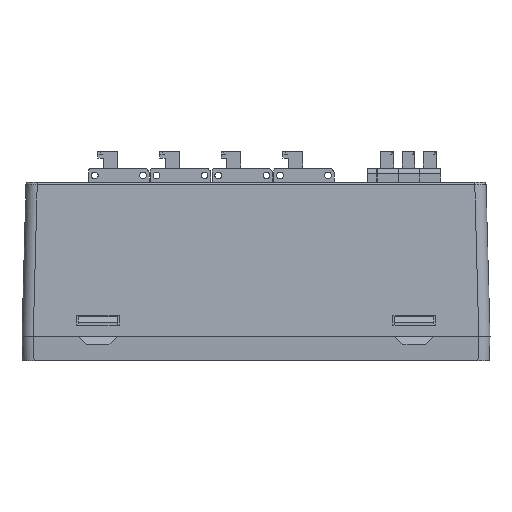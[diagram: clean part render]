
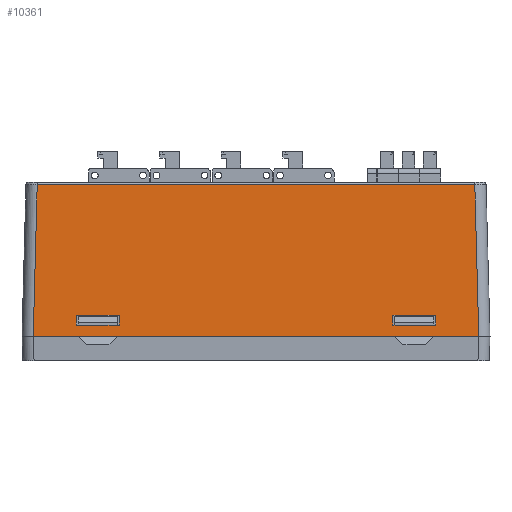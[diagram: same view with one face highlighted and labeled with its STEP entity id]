
A CAD part, front view. The second image highlights one B-rep face of the part: STEP entity #10361.
In plain terms, the highlighted planar face has unit normal (0, -1, 0.026).
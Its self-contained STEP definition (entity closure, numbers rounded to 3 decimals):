
#3029=LINE('',#47593,#6632);
#3033=LINE('',#47604,#6636);
#3059=LINE('',#47671,#6662);
#3063=LINE('',#47680,#6666);
#3416=LINE('',#48546,#7019);
#3418=LINE('',#48549,#7021);
#3421=LINE('',#48555,#7024);
#3428=LINE('',#48569,#7031);
#3430=LINE('',#48572,#7033);
#3439=LINE('',#48592,#7042);
#3440=LINE('',#48609,#7043);
#3441=LINE('',#48611,#7044);
#6632=VECTOR('',#38537,1.);
#6636=VECTOR('',#38545,1.);
#6662=VECTOR('',#38587,1.);
#6666=VECTOR('',#38593,1.);
#7019=VECTOR('',#39048,1.);
#7021=VECTOR('',#39052,1.);
#7024=VECTOR('',#39057,1.);
#7031=VECTOR('',#39066,1.);
#7033=VECTOR('',#39070,1.);
#7042=VECTOR('',#39099,1.);
#7043=VECTOR('',#39106,1.);
#7044=VECTOR('',#39109,1.);
#10361=ADVANCED_FACE('',(#13668,#13669,#13670),#12261,.T.);
#12261=PLANE('',#35925);
#13668=FACE_BOUND('',#14772,.T.);
#13669=FACE_BOUND('',#14773,.T.);
#13670=FACE_BOUND('',#14774,.T.);
#14772=EDGE_LOOP('',(#17803,#17804,#17805,#17806));
#14773=EDGE_LOOP('',(#17807,#17808,#17809,#17810));
#14774=EDGE_LOOP('',(#17811,#17812,#17813,#17814));
#17803=ORIENTED_EDGE('',*,*,#30642,.T.);
#17804=ORIENTED_EDGE('',*,*,#30247,.T.);
#17805=ORIENTED_EDGE('',*,*,#30644,.T.);
#17806=ORIENTED_EDGE('',*,*,#30209,.F.);
#17807=ORIENTED_EDGE('',*,*,#30666,.T.);
#17808=ORIENTED_EDGE('',*,*,#30669,.T.);
#17809=ORIENTED_EDGE('',*,*,#30214,.F.);
#17810=ORIENTED_EDGE('',*,*,#30670,.T.);
#17811=ORIENTED_EDGE('',*,*,#30656,.T.);
#17812=ORIENTED_EDGE('',*,*,#30251,.T.);
#17813=ORIENTED_EDGE('',*,*,#30647,.T.);
#17814=ORIENTED_EDGE('',*,*,#30654,.F.);
#26896=VERTEX_POINT('',#47592);
#26897=VERTEX_POINT('',#47594);
#26901=VERTEX_POINT('',#47603);
#26902=VERTEX_POINT('',#47605);
#26932=VERTEX_POINT('',#47666);
#26934=VERTEX_POINT('',#47670);
#26936=VERTEX_POINT('',#47675);
#26938=VERTEX_POINT('',#47679);
#27306=VERTEX_POINT('',#48554);
#27312=VERTEX_POINT('',#48568);
#27313=VERTEX_POINT('',#48591);
#27314=VERTEX_POINT('',#48593);
#30209=EDGE_CURVE('',#26896,#26897,#3029,.T.);
#30214=EDGE_CURVE('',#26901,#26902,#3033,.T.);
#30247=EDGE_CURVE('',#26932,#26934,#3059,.T.);
#30251=EDGE_CURVE('',#26936,#26938,#3063,.T.);
#30642=EDGE_CURVE('',#26896,#26932,#3416,.T.);
#30644=EDGE_CURVE('',#26934,#26897,#3418,.T.);
#30647=EDGE_CURVE('',#26938,#27306,#3421,.T.);
#30654=EDGE_CURVE('',#27312,#27306,#3428,.T.);
#30656=EDGE_CURVE('',#27312,#26936,#3430,.T.);
#30666=EDGE_CURVE('',#27314,#27313,#3439,.T.);
#30669=EDGE_CURVE('',#27313,#26902,#3440,.T.);
#30670=EDGE_CURVE('',#26901,#27314,#3441,.T.);
#35925=AXIS2_PLACEMENT_3D('',#48612,#39110,#39111);
#38537=DIRECTION('',(1.,0.,0.));
#38545=DIRECTION('',(-1.,0.,0.));
#38587=DIRECTION('',(1.,0.,0.));
#38593=DIRECTION('',(1.,0.,0.));
#39048=DIRECTION('',(0.,0.026,1.));
#39052=DIRECTION('',(0.,-0.026,-1.));
#39057=DIRECTION('',(0.,-0.026,-1.));
#39066=DIRECTION('',(1.,0.,0.));
#39070=DIRECTION('',(0.,0.026,1.));
#39099=DIRECTION('',(-1.,0.,0.));
#39106=DIRECTION('',(-0.026,-0.026,-0.999));
#39109=DIRECTION('',(-0.026,0.026,0.999));
#39110=DIRECTION('',(0.,-1.,0.026));
#39111=DIRECTION('',(0.,0.026,1.));
#47592=CARTESIAN_POINT('',(-928.528,153.891,-62.994));
#47593=CARTESIAN_POINT('',(-924.728,153.891,-62.994));
#47594=CARTESIAN_POINT('',(-920.894,153.891,-62.994));
#47603=CARTESIAN_POINT('',(-856.799,153.838,-65.02));
#47604=CARTESIAN_POINT('',(-857.543,153.838,-65.02));
#47605=CARTESIAN_POINT('',(-936.222,153.838,-65.02));
#47666=CARTESIAN_POINT('',(-928.528,153.937,-61.22));
#47670=CARTESIAN_POINT('',(-920.894,153.937,-61.22));
#47671=CARTESIAN_POINT('',(-900.489,153.937,-61.22));
#47675=CARTESIAN_POINT('',(-872.095,153.937,-61.22));
#47679=CARTESIAN_POINT('',(-864.495,153.937,-61.22));
#47680=CARTESIAN_POINT('',(-900.489,153.937,-61.22));
#48546=CARTESIAN_POINT('',(-928.528,153.832,-65.22));
#48549=CARTESIAN_POINT('',(-920.894,153.941,-61.086));
#48554=CARTESIAN_POINT('',(-864.495,153.891,-62.994));
#48555=CARTESIAN_POINT('',(-864.495,153.832,-65.22));
#48568=CARTESIAN_POINT('',(-872.095,153.891,-62.994));
#48569=CARTESIAN_POINT('',(-868.295,153.891,-62.994));
#48572=CARTESIAN_POINT('',(-872.095,153.832,-65.22));
#48591=CARTESIAN_POINT('',(-935.515,154.545,-38.007));
#48592=CARTESIAN_POINT('',(-900.489,154.545,-38.007));
#48593=CARTESIAN_POINT('',(-857.507,154.545,-38.007));
#48609=CARTESIAN_POINT('',(-936.173,153.887,-63.136));
#48611=CARTESIAN_POINT('',(-856.824,153.862,-64.077));
#48612=CARTESIAN_POINT('',(-900.489,153.832,-65.22));
